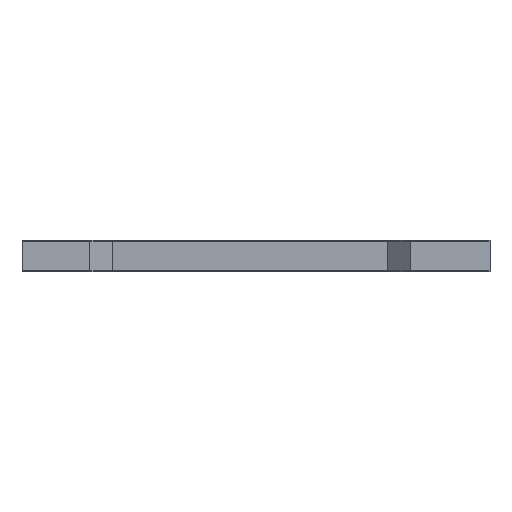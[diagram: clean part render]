
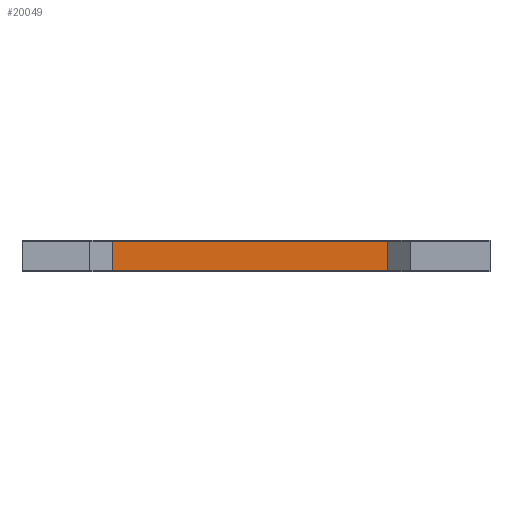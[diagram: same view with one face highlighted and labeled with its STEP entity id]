
A CAD part, front view. The second image highlights one B-rep face of the part: STEP entity #20049.
In plain terms, the highlighted planar face has unit normal (0, -1, 0).
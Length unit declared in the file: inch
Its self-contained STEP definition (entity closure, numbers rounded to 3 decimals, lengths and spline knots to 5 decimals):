
#894=PLANE('',#21584);
#1557=FACE_OUTER_BOUND('',#2803,.T.);
#2803=EDGE_LOOP('',(#13875,#13876,#13877,#13878));
#4595=LINE('',#30806,#6197);
#4596=LINE('',#30809,#6198);
#4597=LINE('',#30811,#6199);
#4598=LINE('',#30812,#6200);
#6197=VECTOR('',#24242,0.3937);
#6198=VECTOR('',#24245,0.3937);
#6199=VECTOR('',#24246,0.3937);
#6200=VECTOR('',#24247,0.3937);
#9065=VERTEX_POINT('',#30802);
#9066=VERTEX_POINT('',#30804);
#9067=VERTEX_POINT('',#30808);
#9068=VERTEX_POINT('',#30810);
#10997=EDGE_CURVE('',#9065,#9066,#4595,.T.);
#10998=EDGE_CURVE('',#9067,#9065,#4596,.T.);
#10999=EDGE_CURVE('',#9068,#9066,#4597,.T.);
#11000=EDGE_CURVE('',#9067,#9068,#4598,.T.);
#13875=ORIENTED_EDGE('',*,*,#10998,.T.);
#13876=ORIENTED_EDGE('',*,*,#10997,.T.);
#13877=ORIENTED_EDGE('',*,*,#10999,.F.);
#13878=ORIENTED_EDGE('',*,*,#11000,.F.);
#20049=ADVANCED_FACE('',(#1557),#894,.T.);
#21584=AXIS2_PLACEMENT_3D('',#30807,#24243,#24244);
#24242=DIRECTION('',(0.,0.,1.));
#24243=DIRECTION('center_axis',(0.,-1.,0.));
#24244=DIRECTION('ref_axis',(1.,0.,0.));
#24245=DIRECTION('',(1.,0.,0.));
#24246=DIRECTION('',(1.,0.,0.));
#24247=DIRECTION('',(0.,0.,1.));
#30802=CARTESIAN_POINT('',(0.74161,0.06548,0.));
#30804=CARTESIAN_POINT('',(0.74161,0.06548,0.05906));
#30806=CARTESIAN_POINT('',(0.74161,0.06548,0.));
#30807=CARTESIAN_POINT('Origin',(0.18359,0.06548,0.));
#30808=CARTESIAN_POINT('',(0.18359,0.06548,0.));
#30809=CARTESIAN_POINT('',(0.18359,0.06548,0.));
#30810=CARTESIAN_POINT('',(0.18359,0.06548,0.05906));
#30811=CARTESIAN_POINT('',(0.18359,0.06548,0.05906));
#30812=CARTESIAN_POINT('',(0.18359,0.06548,0.));
